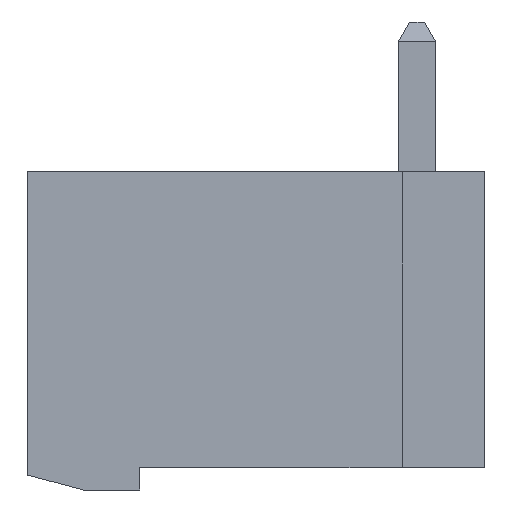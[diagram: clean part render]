
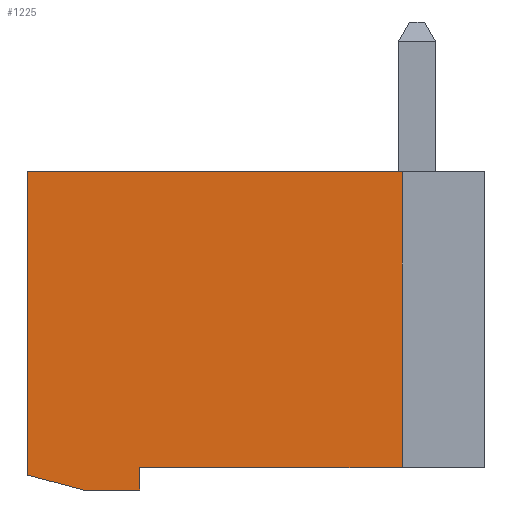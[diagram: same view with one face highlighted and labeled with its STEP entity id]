
A CAD part, front view. The second image highlights one B-rep face of the part: STEP entity #1225.
In plain terms, the highlighted planar face has unit normal (0, -1, 0).
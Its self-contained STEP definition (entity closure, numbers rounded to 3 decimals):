
#1225 = ADVANCED_FACE( '', ( #2639 ), #2640, .F. );
#2639 = FACE_OUTER_BOUND( '', #4215, .T. );
#2640 = PLANE( '', #4216 );
#4215 = EDGE_LOOP( '', ( #7879, #7880, #7881, #7882, #7883, #7884, #7885 ) );
#4216 = AXIS2_PLACEMENT_3D( '', #7886, #7887, #7888 );
#7879 = ORIENTED_EDGE( '', *, *, #10452, .T. );
#7880 = ORIENTED_EDGE( '', *, *, #9831, .T. );
#7881 = ORIENTED_EDGE( '', *, *, #10573, .T. );
#7882 = ORIENTED_EDGE( '', *, *, #10203, .T. );
#7883 = ORIENTED_EDGE( '', *, *, #10231, .T. );
#7884 = ORIENTED_EDGE( '', *, *, #10794, .T. );
#7885 = ORIENTED_EDGE( '', *, *, #9304, .T. );
#7886 = CARTESIAN_POINT( '', ( -6.6, -5., 219.8 ) );
#7887 = DIRECTION( '', ( 0., 1., 0. ) );
#7888 = DIRECTION( '', ( 1., 0., 0. ) );
#9304 = EDGE_CURVE( '', #11102, #11099, #11103, .T. );
#9831 = EDGE_CURVE( '', #12003, #12004, #12005, .T. );
#10203 = EDGE_CURVE( '', #12576, #12574, #12577, .T. );
#10231 = EDGE_CURVE( '', #12574, #12619, #12622, .T. );
#10452 = EDGE_CURVE( '', #11099, #12003, #12936, .T. );
#10573 = EDGE_CURVE( '', #12004, #12576, #13098, .T. );
#10794 = EDGE_CURVE( '', #12619, #11102, #13376, .T. );
#11099 = VERTEX_POINT( '', #13713 );
#11102 = VERTEX_POINT( '', #13717 );
#11103 = LINE( '', #13718, #13719 );
#12003 = VERTEX_POINT( '', #15017 );
#12004 = VERTEX_POINT( '', #15018 );
#12005 = LINE( '', #15019, #15020 );
#12574 = VERTEX_POINT( '', #15867 );
#12576 = VERTEX_POINT( '', #15870 );
#12577 = LINE( '', #15871, #15872 );
#12619 = VERTEX_POINT( '', #15934 );
#12622 = LINE( '', #15938, #15939 );
#12936 = LINE( '', #16420, #16421 );
#13098 = LINE( '', #16666, #16667 );
#13376 = LINE( '', #17101, #17102 );
#13713 = CARTESIAN_POINT( '', ( -6.6, -5., 220.5 ) );
#13717 = CARTESIAN_POINT( '', ( -6.6, -5., 219.9 ) );
#13718 = CARTESIAN_POINT( '', ( -6.6, -5., 220.3 ) );
#13719 = VECTOR( '', #17521, 1000. );
#15017 = CARTESIAN_POINT( '', ( 0.4, -5., 220.5 ) );
#15018 = CARTESIAN_POINT( '', ( 0.4, -5., 228.4 ) );
#15019 = CARTESIAN_POINT( '', ( 0.4, -5., 228.4 ) );
#15020 = VECTOR( '', #18034, 1000. );
#15867 = CARTESIAN_POINT( '', ( -9.6, -5., 220.3 ) );
#15870 = CARTESIAN_POINT( '', ( -9.6, -5., 228.4 ) );
#15871 = CARTESIAN_POINT( '', ( -9.6, -5., 220.2 ) );
#15872 = VECTOR( '', #18353, 1000. );
#15934 = CARTESIAN_POINT( '', ( -8.107, -5., 219.9 ) );
#15938 = CARTESIAN_POINT( '', ( -8.107, -5., 219.9 ) );
#15939 = VECTOR( '', #18381, 1000. );
#16420 = CARTESIAN_POINT( '', ( 0.2, -5., 220.5 ) );
#16421 = VECTOR( '', #18558, 1000. );
#16666 = CARTESIAN_POINT( '', ( -9.6, -5., 228.4 ) );
#16667 = VECTOR( '', #18651, 1000. );
#17101 = CARTESIAN_POINT( '', ( -6.6, -5., 219.9 ) );
#17102 = VECTOR( '', #18805, 1000. );
#17521 = DIRECTION( '', ( 0., 0., 1. ) );
#18034 = DIRECTION( '', ( 0., 0., 1. ) );
#18353 = DIRECTION( '', ( 0., 0., -1. ) );
#18381 = DIRECTION( '', ( 0.966, 0., -0.259 ) );
#18558 = DIRECTION( '', ( 1., 0., 0. ) );
#18651 = DIRECTION( '', ( -1., 0., 0. ) );
#18805 = DIRECTION( '', ( 1., 0., 0. ) );
